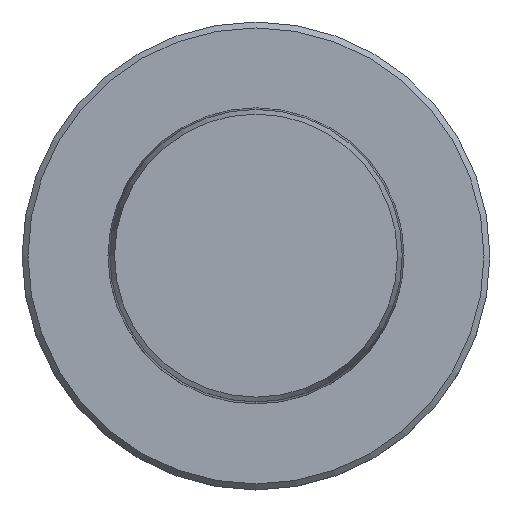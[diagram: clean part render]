
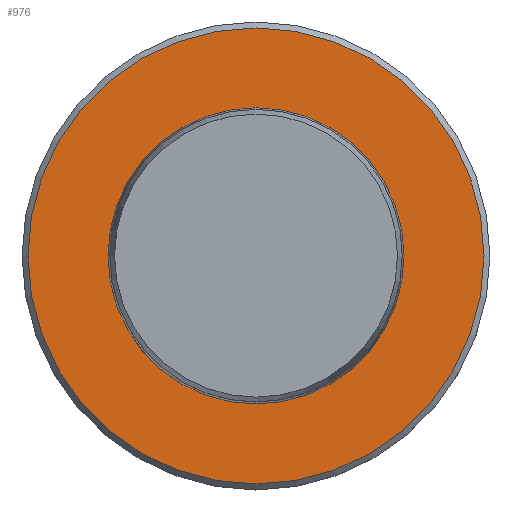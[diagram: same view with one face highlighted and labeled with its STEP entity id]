
A CAD part, top view. The second image highlights one B-rep face of the part: STEP entity #976.
In plain terms, the highlighted planar face has unit normal (0, 0, 1).
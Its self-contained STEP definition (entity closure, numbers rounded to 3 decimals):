
#206=PLANE('',#5003);
#321=FACE_BOUND('',#1554,.T.);
#322=FACE_BOUND('',#1555,.T.);
#976=ADVANCED_FACE('CU_VLE_LO_SU_1',(#321,#322),#206,.T.);
#1554=EDGE_LOOP('',(#2290));
#1555=EDGE_LOOP('',(#2291));
#1977=CIRCLE('',#5000,12.498);
#1978=CIRCLE('',#5002,19.25);
#2290=ORIENTED_EDGE('',*,*,#4042,.T.);
#2291=ORIENTED_EDGE('',*,*,#4041,.F.);
#3555=VERTEX_POINT('',#7299);
#3556=VERTEX_POINT('',#7302);
#4041=EDGE_CURVE('',#3555,#3555,#1977,.T.);
#4042=EDGE_CURVE('',#3556,#3556,#1978,.T.);
#5000=AXIS2_PLACEMENT_3D('',#7298,#5628,#5629);
#5002=AXIS2_PLACEMENT_3D('',#7301,#5632,#5633);
#5003=AXIS2_PLACEMENT_3D('',#7303,#5634,#5635);
#5628=DIRECTION('',(0.,0.,1.));
#5629=DIRECTION('',(0.,1.,0.));
#5632=DIRECTION('',(0.,0.,1.));
#5633=DIRECTION('',(0.,1.,0.));
#5634=DIRECTION('',(0.,0.,1.));
#5635=DIRECTION('',(0.,1.,0.));
#7298=CARTESIAN_POINT('',(0.,0.,0.));
#7299=CARTESIAN_POINT('',(0.,12.498,0.));
#7301=CARTESIAN_POINT('',(0.,0.,0.));
#7302=CARTESIAN_POINT('',(0.,19.25,0.));
#7303=CARTESIAN_POINT('',(0.,14.,0.));
